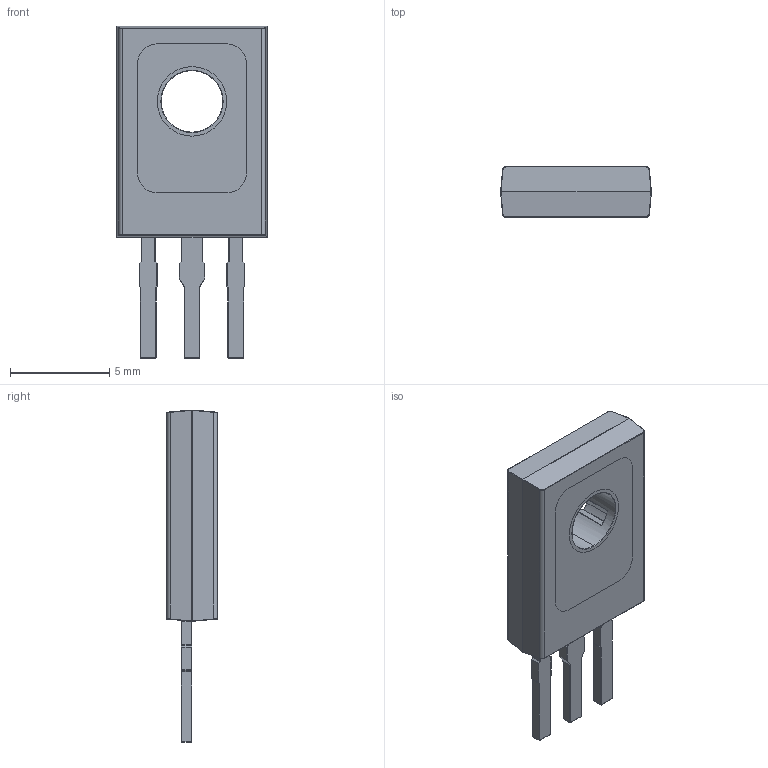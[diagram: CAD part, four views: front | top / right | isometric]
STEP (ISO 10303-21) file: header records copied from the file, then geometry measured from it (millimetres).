
FILE_DESCRIPTION (( 'STEP AP214' ), '1' );
FILE_NAME ('68CF79AA-F118-4D91-A566-F1CA3B5E0AB6.STEP', '2022-09-30T08:05:10', ( '' ), ( '' ), 'SwSTEP 2.0', 'SolidWorks 2022', '' );
FILE_SCHEMA (( 'AUTOMOTIVE_DESIGN' ));
Length unit declared in the file: millimetre
Products named in the file (1): 68CF79AA-F118-4D91-A566-F1CA3B5E0AB6
Bounding box: 7.6 x 2.55 x 16.73 mm (x, y, z)
Volume: 185.9 mm3; surface area: 411.5 mm2
Topology: 5 solids, 5 shells, 389 faces, 1026 edges, 611 vertices
Faces by surface type: cylinder 172, plane 95, sphere 60, torus 54, bspline 8
Entity records: 17173 total; most frequent: CARTESIAN_POINT 3435, DIRECTION 2043, ORIENTED_EDGE 1944, EDGE_CURVE 972, AXIS2_PLACEMENT_3D 804, VERTEX_POINT 611, LINE 435, VECTOR 435
